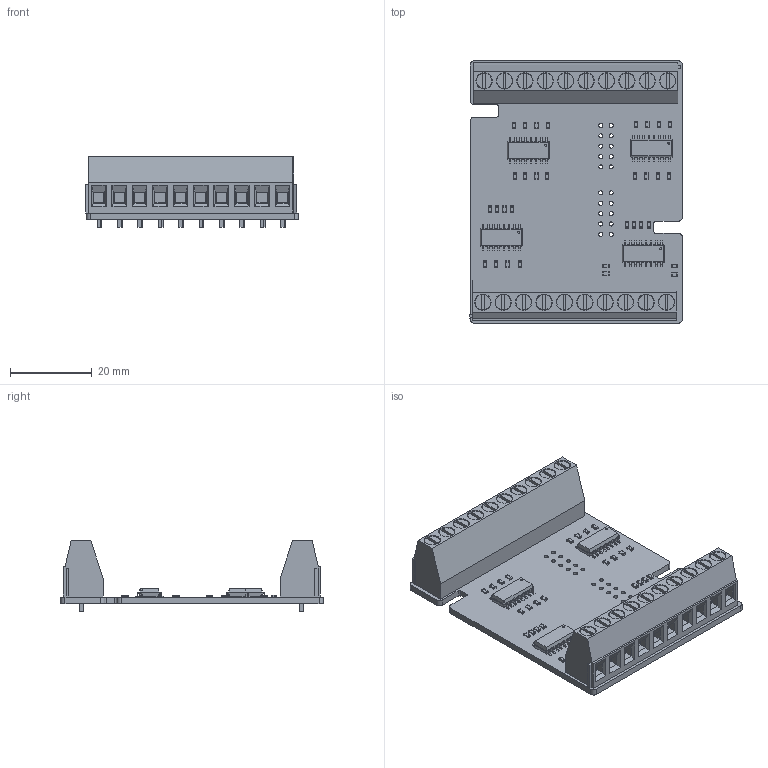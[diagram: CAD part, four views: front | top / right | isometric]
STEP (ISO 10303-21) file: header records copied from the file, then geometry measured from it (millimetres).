
FILE_DESCRIPTION(('KiCad electronic assembly'),'2;1');
FILE_NAME('IO-moduletop-V1.3-PCB.step','2025-03-15T13:24:11',('Pcbnew'), ('Kicad'),'Open CASCADE STEP processor 7.7','KiCad to STEP converter', 'Unknown');
FILE_SCHEMA(('AUTOMOTIVE_DESIGN { 1 0 10303 214 1 1 1 1 }'));
Length unit declared in the file: millimetre
Products named in the file (8): IO-moduletop-V1.3-PCB 1; R_0603_1608Metric; SOP-16_4.4x10.4mm_P1.27mm; SOP_16_44x104mm_P127mm; TerminalBlock_Phoenix_MKDS-1,5-10_1x10_P5.00mm_Horizontal; TerminalBlock_Phoenix_MKDS_15_10_1x10_P500mm_Horizontal; IO-module_top_PCB
Assembly tree (42 placements, depth 3):
  IO-moduletop-V1.3-PCB 1
    R_0603_1608Metric  x32
      R_0603_1608Metric
    SOP-16_4.4x10.4mm_P1.27mm  x4
      SOP_16_44x104mm_P127mm
    TerminalBlock_Phoenix_MKDS-1,5-10_1x10_P5.00mm_Horizontal  x2
      TerminalBlock_Phoenix_MKDS_15_10_1x10_P500mm_Horizontal
    IO-module_top_PCB
Bounding box: 52.14 x 64.25 x 17.3 mm (x, y, z)
Volume: 15575.2 mm3; surface area: 19434.3 mm2
Topology: 39 solids, 39 shells, 2756 faces, 7182 edges, 4548 vertices
Faces by surface type: plane 1908, cylinder 608, bspline 240
Full cylindrical faces by diameter (mm): 0.5 x4, 1 x20, 1.3 x20, 3.8 x20, 4 x20
Entity records: 27774 total; most frequent: CARTESIAN_POINT 4256, ORIENTED_EDGE 3872, DIRECTION 3730, EDGE_CURVE 1936, LINE 1414, VECTOR 1414, VERTEX_POINT 1220, AXIS2_PLACEMENT_3D 1158
